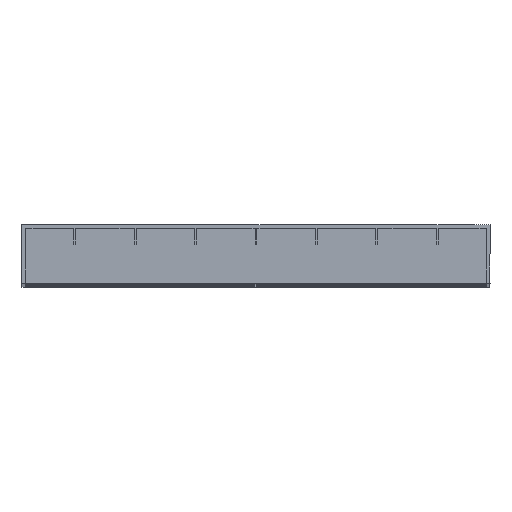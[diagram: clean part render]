
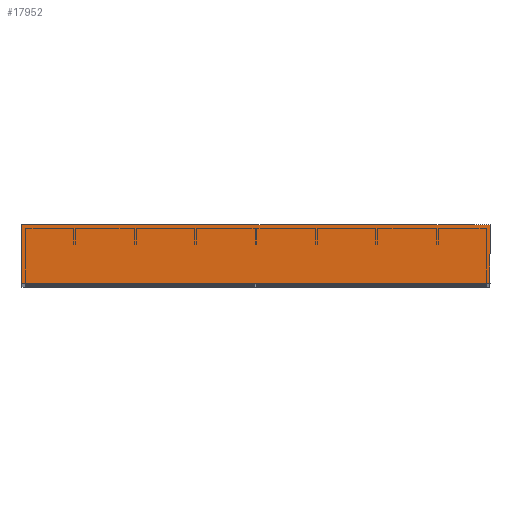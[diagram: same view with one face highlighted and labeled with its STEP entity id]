
A CAD part, top view. The second image highlights one B-rep face of the part: STEP entity #17952.
In plain terms, the highlighted planar face has unit normal (0, 0, 1).
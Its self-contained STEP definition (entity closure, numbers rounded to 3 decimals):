
#680 = EDGE_LOOP ( 'NONE', ( #2219, #40009, #6281, #17835 ) ) ;
#2219 = ORIENTED_EDGE ( 'NONE', *, *, #34707, .T. ) ;
#3895 = B_SPLINE_CURVE_WITH_KNOTS ( 'NONE', 3,
 ( #10365, #39061, #13383, #17685 ),
 .UNSPECIFIED., .F., .F.,
 ( 4, 4 ),
 ( 0., 1. ),
 .UNSPECIFIED. ) ;
#4693 = LINE ( 'NONE', #40013, #23443 ) ;
#5114 = VECTOR ( 'NONE', #20904, 1000. ) ;
#6162 = VERTEX_POINT ( 'NONE', #25698 ) ;
#6281 = ORIENTED_EDGE ( 'NONE', *, *, #36824, .F. ) ;
#7733 = LINE ( 'NONE', #15976, #41909 ) ;
#10365 = CARTESIAN_POINT ( 'NONE',  ( 0., -15., 0. ) ) ;
#10524 = DIRECTION ( 'NONE',  ( -1., 0., 0. ) ) ;
#10627 = FACE_OUTER_BOUND ( 'NONE', #680, .T. ) ;
#11704 = DIRECTION ( 'NONE',  ( 0., 1., 0. ) ) ;
#11852 = DIRECTION ( 'NONE',  ( 0., 0., -1. ) ) ;
#13383 = CARTESIAN_POINT ( 'NONE',  ( 0., 5., 0. ) ) ;
#15659 = CARTESIAN_POINT ( 'NONE',  ( 240., 15., 0. ) ) ;
#15976 = CARTESIAN_POINT ( 'NONE',  ( 240., 15., 0. ) ) ;
#17504 = VERTEX_POINT ( 'NONE', #19838 ) ;
#17685 = CARTESIAN_POINT ( 'NONE',  ( 0., 15., 0. ) ) ;
#17835 = ORIENTED_EDGE ( 'NONE', *, *, #44049, .F. ) ;
#17952 = ADVANCED_FACE ( 'NONE', ( #10627 ), #33694, .F. ) ;
#19838 = CARTESIAN_POINT ( 'NONE',  ( 240., -15., 0. ) ) ;
#20904 = DIRECTION ( 'NONE',  ( -1., 0., 0. ) ) ;
#23443 = VECTOR ( 'NONE', #10524, 1000. ) ;
#25698 = CARTESIAN_POINT ( 'NONE',  ( 0., 15., 0. ) ) ;
#25880 = CARTESIAN_POINT ( 'NONE',  ( 240., 15., 0. ) ) ;
#27833 = CARTESIAN_POINT ( 'NONE',  ( 0., -15., 0. ) ) ;
#32432 = VERTEX_POINT ( 'NONE', #25880 ) ;
#33694 = PLANE ( 'NONE',  #46816 ) ;
#34707 = EDGE_CURVE ( 'NONE', #32432, #6162, #4693, .T. ) ;
#36824 = EDGE_CURVE ( 'NONE', #17504, #45458, #38109, .T. ) ;
#38109 = LINE ( 'NONE', #43078, #5114 ) ;
#39061 = CARTESIAN_POINT ( 'NONE',  ( 0., -5., 0. ) ) ;
#40009 = ORIENTED_EDGE ( 'NONE', *, *, #44933, .F. ) ;
#40013 = CARTESIAN_POINT ( 'NONE',  ( 240., 15., 0. ) ) ;
#41499 = DIRECTION ( 'NONE',  ( 0., -1., 0. ) ) ;
#41909 = VECTOR ( 'NONE', #41499, 1000. ) ;
#43078 = CARTESIAN_POINT ( 'NONE',  ( 240., -15., 0. ) ) ;
#44049 = EDGE_CURVE ( 'NONE', #32432, #17504, #7733, .T. ) ;
#44933 = EDGE_CURVE ( 'NONE', #45458, #6162, #3895, .T. ) ;
#45458 = VERTEX_POINT ( 'NONE', #27833 ) ;
#46816 = AXIS2_PLACEMENT_3D ( 'NONE', #15659, #11852, #11704 ) ;
